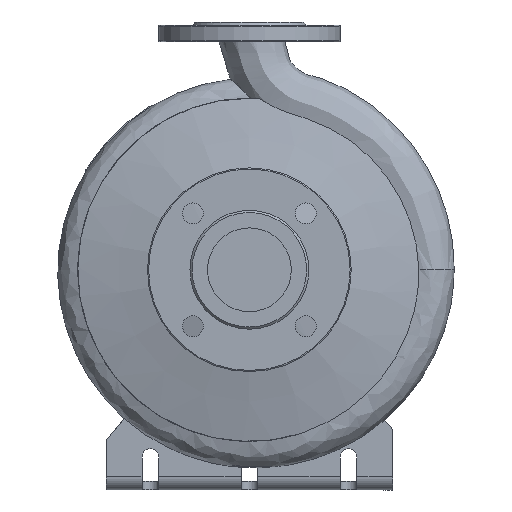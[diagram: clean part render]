
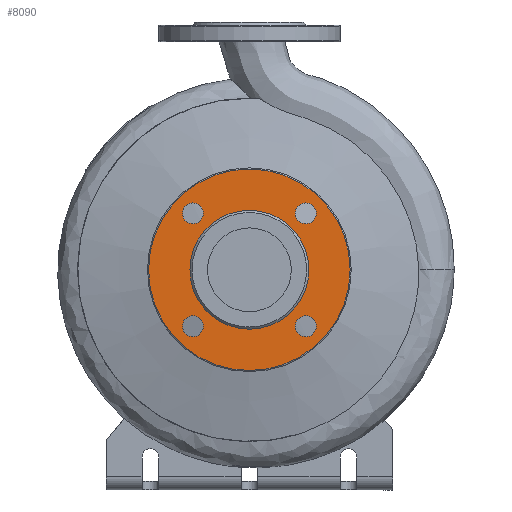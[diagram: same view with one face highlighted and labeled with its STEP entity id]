
A CAD part, left-side view. The second image highlights one B-rep face of the part: STEP entity #8090.
In plain terms, the highlighted planar face has unit normal (-1, 0, 0).
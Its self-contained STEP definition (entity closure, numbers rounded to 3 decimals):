
#232=FACE_BOUND('',#1215,.T.);
#233=FACE_BOUND('',#1216,.T.);
#234=FACE_BOUND('',#1217,.T.);
#235=FACE_BOUND('',#1218,.T.);
#236=FACE_BOUND('',#1219,.T.);
#335=PLANE('',#8723);
#689=FACE_OUTER_BOUND('',#1214,.T.);
#1214=EDGE_LOOP('',(#6112));
#1215=EDGE_LOOP('',(#6113));
#1216=EDGE_LOOP('',(#6114));
#1217=EDGE_LOOP('',(#6115));
#1218=EDGE_LOOP('',(#6116));
#1219=EDGE_LOOP('',(#6117));
#3073=CIRCLE('',#8710,9.5);
#3075=CIRCLE('',#8713,9.5);
#3077=CIRCLE('',#8716,9.5);
#3079=CIRCLE('',#8719,9.5);
#3080=CIRCLE('',#8721,54.);
#3082=CIRCLE('',#8724,91.5);
#3610=VERTEX_POINT('',#12675);
#3612=VERTEX_POINT('',#12680);
#3614=VERTEX_POINT('',#12685);
#3616=VERTEX_POINT('',#12690);
#3617=VERTEX_POINT('',#12693);
#3619=VERTEX_POINT('',#12698);
#4535=EDGE_CURVE('',#3610,#3610,#3073,.T.);
#4537=EDGE_CURVE('',#3612,#3612,#3075,.T.);
#4539=EDGE_CURVE('',#3614,#3614,#3077,.T.);
#4541=EDGE_CURVE('',#3616,#3616,#3079,.T.);
#4542=EDGE_CURVE('',#3617,#3617,#3080,.T.);
#4544=EDGE_CURVE('',#3619,#3619,#3082,.T.);
#6112=ORIENTED_EDGE('',*,*,#4544,.T.);
#6113=ORIENTED_EDGE('',*,*,#4535,.F.);
#6114=ORIENTED_EDGE('',*,*,#4537,.F.);
#6115=ORIENTED_EDGE('',*,*,#4539,.F.);
#6116=ORIENTED_EDGE('',*,*,#4541,.F.);
#6117=ORIENTED_EDGE('',*,*,#4542,.F.);
#8090=ADVANCED_FACE('',(#689,#232,#233,#234,#235,#236),#335,.F.);
#8710=AXIS2_PLACEMENT_3D('',#12676,#10084,#10085);
#8713=AXIS2_PLACEMENT_3D('',#12681,#10090,#10091);
#8716=AXIS2_PLACEMENT_3D('',#12686,#10096,#10097);
#8719=AXIS2_PLACEMENT_3D('',#12691,#10102,#10103);
#8721=AXIS2_PLACEMENT_3D('',#12694,#10106,#10107);
#8723=AXIS2_PLACEMENT_3D('',#12697,#10110,#10111);
#8724=AXIS2_PLACEMENT_3D('',#12699,#10112,#10113);
#10084=DIRECTION('center_axis',(-1.,0.,0.));
#10085=DIRECTION('ref_axis',(0.,1.,0.));
#10090=DIRECTION('center_axis',(-1.,0.,0.));
#10091=DIRECTION('ref_axis',(0.,0.,
1.));
#10096=DIRECTION('center_axis',(-1.,0.,0.));
#10097=DIRECTION('ref_axis',(0.,-1.,0.));
#10102=DIRECTION('center_axis',(-1.,0.,0.));
#10103=DIRECTION('ref_axis',(0.,0.,-1.));
#10106=DIRECTION('center_axis',(-1.,0.,0.));
#10107=DIRECTION('ref_axis',(0.,-1.,0.));
#10110=DIRECTION('center_axis',(1.,0.,0.));
#10111=DIRECTION('ref_axis',(0.,0.,1.));
#10112=DIRECTION('center_axis',(-1.,0.,0.));
#10113=DIRECTION('ref_axis',(0.,-1.,0.));
#12675=CARTESIAN_POINT('',(-98.,-60.765,148.735));
#12676=CARTESIAN_POINT('Origin',(-98.,-51.265,148.735));
#12680=CARTESIAN_POINT('',(-98.,51.265,139.235));
#12681=CARTESIAN_POINT('Origin',(-98.,51.265,148.735));
#12685=CARTESIAN_POINT('',(-98.,60.765,251.265));
#12686=CARTESIAN_POINT('Origin',(-98.,51.265,251.265));
#12690=CARTESIAN_POINT('',(-98.,-51.265,260.765));
#12691=CARTESIAN_POINT('Origin',(-98.,-51.265,251.265));
#12693=CARTESIAN_POINT('',(-98.,-54.,200.));
#12694=CARTESIAN_POINT('Origin',(-98.,0.,200.));
#12697=CARTESIAN_POINT('Origin',(-98.,-72.75,200.));
#12698=CARTESIAN_POINT('',(-98.,-91.5,200.));
#12699=CARTESIAN_POINT('Origin',(-98.,0.,200.));
